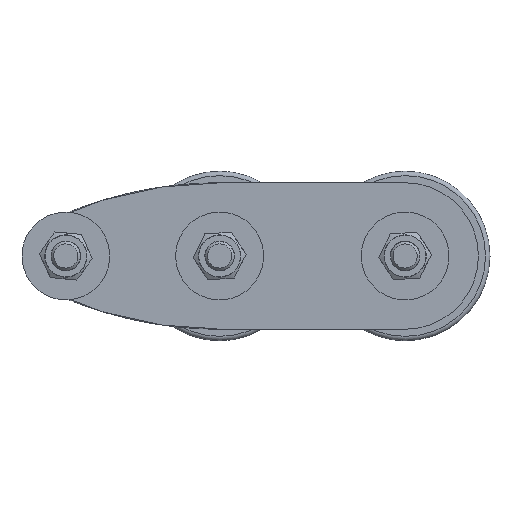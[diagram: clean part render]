
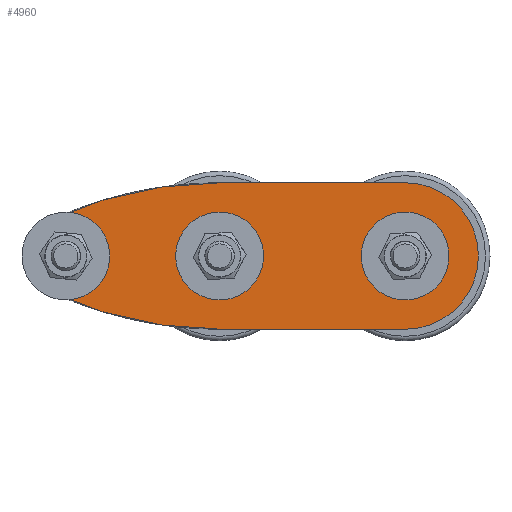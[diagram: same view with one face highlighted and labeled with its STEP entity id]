
A CAD part, front view. The second image highlights one B-rep face of the part: STEP entity #4960.
In plain terms, the highlighted planar face has unit normal (0, -1, 0).
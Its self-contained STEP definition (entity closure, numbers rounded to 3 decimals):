
#408=FACE_BOUND('',#1228,.T.);
#409=FACE_BOUND('',#1229,.T.);
#410=FACE_BOUND('',#1230,.T.);
#474=PLANE('',#5588);
#741=FACE_OUTER_BOUND('',#1227,.T.);
#1227=EDGE_LOOP('',(#3942,#3943,#3944,#3945,#3946,#3947));
#1228=EDGE_LOOP('',(#3948));
#1229=EDGE_LOOP('',(#3949));
#1230=EDGE_LOOP('',(#3950));
#1435=LINE('',#7844,#1598);
#1440=LINE('',#7876,#1603);
#1598=VECTOR('',#6072,10.);
#1603=VECTOR('',#6079,10.);
#1781=CIRCLE('',#5192,30.);
#1783=CIRCLE('',#5197,164.75);
#1787=CIRCLE('',#5202,164.75);
#1811=CIRCLE('',#5235,6.);
#1993=CIRCLE('',#5589,16.);
#1994=CIRCLE('',#5590,6.);
#1995=CIRCLE('',#5591,6.);
#2234=VERTEX_POINT('',#7834);
#2235=VERTEX_POINT('',#7835);
#2238=VERTEX_POINT('',#7843);
#2244=VERTEX_POINT('',#7875);
#2250=VERTEX_POINT('',#7907);
#2256=VERTEX_POINT('',#7939);
#2274=VERTEX_POINT('',#8011);
#2460=VERTEX_POINT('',#8671);
#2461=VERTEX_POINT('',#8673);
#2712=EDGE_CURVE('',#2234,#2235,#1781,.T.);
#2716=EDGE_CURVE('',#2235,#2238,#1435,.T.);
#2723=EDGE_CURVE('',#2244,#2234,#1440,.T.);
#2730=EDGE_CURVE('',#2238,#2250,#1783,.T.);
#2737=EDGE_CURVE('',#2256,#2244,#1787,.T.);
#2765=EDGE_CURVE('',#2274,#2274,#1811,.T.);
#3000=EDGE_CURVE('',#2250,#2256,#1993,.T.);
#3001=EDGE_CURVE('',#2460,#2460,#1994,.T.);
#3002=EDGE_CURVE('',#2461,#2461,#1995,.T.);
#3942=ORIENTED_EDGE('',*,*,#2712,.T.);
#3943=ORIENTED_EDGE('',*,*,#2716,.T.);
#3944=ORIENTED_EDGE('',*,*,#2730,.T.);
#3945=ORIENTED_EDGE('',*,*,#3000,.T.);
#3946=ORIENTED_EDGE('',*,*,#2737,.T.);
#3947=ORIENTED_EDGE('',*,*,#2723,.T.);
#3948=ORIENTED_EDGE('',*,*,#2765,.F.);
#3949=ORIENTED_EDGE('',*,*,#3001,.F.);
#3950=ORIENTED_EDGE('',*,*,#3002,.F.);
#4960=ADVANCED_FACE('',(#741,#408,#409,#410),#474,.F.);
#5192=AXIS2_PLACEMENT_3D('',#7836,#6064,#6065);
#5197=AXIS2_PLACEMENT_3D('',#7908,#6086,#6087);
#5202=AXIS2_PLACEMENT_3D('',#7940,#6097,#6098);
#5235=AXIS2_PLACEMENT_3D('',#8013,#6165,#6166);
#5588=AXIS2_PLACEMENT_3D('',#8669,#6905,#6906);
#5589=AXIS2_PLACEMENT_3D('',#8670,#6907,#6908);
#5590=AXIS2_PLACEMENT_3D('',#8672,#6909,#6910);
#5591=AXIS2_PLACEMENT_3D('',#8674,#6911,#6912);
#6064=DIRECTION('center_axis',(0.,-1.,0.));
#6065=DIRECTION('ref_axis',(0.,0.,
1.));
#6072=DIRECTION('',(-1.,0.,0.));
#6079=DIRECTION('',(1.,0.,0.));
#6086=DIRECTION('center_axis',(0.,-1.,0.));
#6087=DIRECTION('ref_axis',(-0.424,0.,0.906));
#6097=DIRECTION('center_axis',(0.,-1.,0.));
#6098=DIRECTION('ref_axis',(0.,0.,
-1.));
#6165=DIRECTION('center_axis',(0.,-1.,0.));
#6166=DIRECTION('ref_axis',(0.667,0.,0.745));
#6905=DIRECTION('center_axis',(0.,1.,0.));
#6906=DIRECTION('ref_axis',(1.,0.,0.));
#6907=DIRECTION('center_axis',(0.,-1.,0.));
#6908=DIRECTION('ref_axis',(-0.424,0.,-0.906));
#6909=DIRECTION('center_axis',(0.,-1.,0.));
#6910=DIRECTION('ref_axis',(0.983,0.,-0.186));
#6911=DIRECTION('center_axis',(0.,-1.,0.));
#6912=DIRECTION('ref_axis',(-0.667,0.,-0.745));
#7834=CARTESIAN_POINT('',(76.,0.,-30.));
#7835=CARTESIAN_POINT('',(76.,0.,30.));
#7836=CARTESIAN_POINT('Origin',(76.,0.,0.));
#7843=CARTESIAN_POINT('',(0.,0.,30.));
#7844=CARTESIAN_POINT('',(7.892,0.,30.));
#7875=CARTESIAN_POINT('',(0.,0.,-30.));
#7876=CARTESIAN_POINT('',(45.892,0.,-30.));
#7907=CARTESIAN_POINT('',(-69.776,0.,14.494));
#7908=CARTESIAN_POINT('Origin',(0.,0.,
-134.75));
#7939=CARTESIAN_POINT('',(-69.776,0.,-14.494));
#7940=CARTESIAN_POINT('Origin',(0.,0.,
134.75));
#8011=CARTESIAN_POINT('',(71.996,0.,-4.468));
#8013=CARTESIAN_POINT('Origin',(76.,0.,
0.));
#8669=CARTESIAN_POINT('Origin',(15.783,0.,
0.));
#8670=CARTESIAN_POINT('Origin',(-63.,0.,0.));
#8671=CARTESIAN_POINT('',(-68.896,0.,1.114));
#8672=CARTESIAN_POINT('Origin',(-63.,0.,
0.));
#8673=CARTESIAN_POINT('',(4.004,0.,4.468));
#8674=CARTESIAN_POINT('Origin',(0.,0.,
0.));
